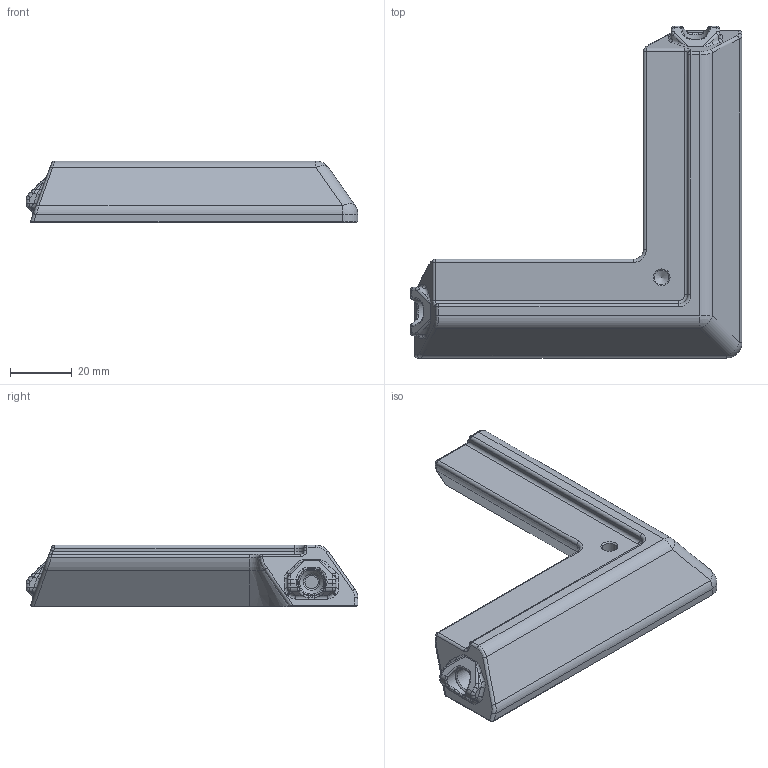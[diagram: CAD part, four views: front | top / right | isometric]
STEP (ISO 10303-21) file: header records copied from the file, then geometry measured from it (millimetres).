
FILE_DESCRIPTION(/* description */ ('STEP AP242','CAx-IF Rec.Pracs.---Representation and Presentation of Product Manufacturing Information (PMI)---4.0---2014-10-13','CAx-IF Rec.Pracs.---3D Tessellated Geometry---0.4---2014-09-14','2;1'),/* implementation_level */ '2;1');
FILE_NAME(/* name */ '64f287e4195038141d9b296d',/* time_stamp */ '2023-09-02T00:55:00Z',/* author */ (''),/* organization */ (''),/* preprocessor_version */ 'ST-DEVELOPER v19.4',/* originating_system */ ' ',/* authorisation */ ' ');
FILE_SCHEMA (('AP242_MANAGED_MODEL_BASED_3D_ENGINEERING_MIM_LF { 1 0 10303 442 1 1 4 }'));
Length unit declared in the file: metre
Products named in the file (2): Part 2; Part 1
Bounding box: 107.26 x 107.26 x 20 mm (x, y, z)
Volume: 75383.6 mm3; surface area: 16894.2 mm2
Topology: 2 solids, 2 shells, 232 faces, 520 edges, 291 vertices
Faces by surface type: cylinder 89, bspline 62, plane 46, cone 15, torus 14, sphere 6
Full cylindrical faces by diameter (mm): 4.7 x1, 5.3 x2, 6.2 x3, 7.7 x2
Entity records: 6973 total; most frequent: CARTESIAN_POINT 2111, DIRECTION 1046, ORIENTED_EDGE 970, EDGE_CURVE 485, AXIS2_PLACEMENT_3D 438, VERTEX_POINT 287, FACE_BOUND 262, EDGE_LOOP 258
